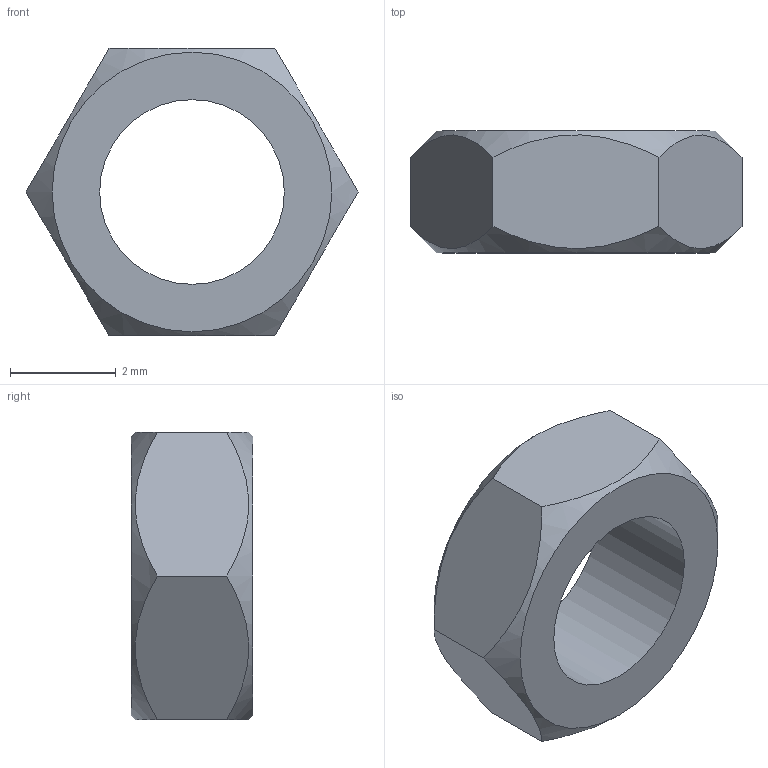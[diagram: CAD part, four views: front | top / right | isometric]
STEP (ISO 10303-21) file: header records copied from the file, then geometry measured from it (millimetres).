
FILE_DESCRIPTION(/* description */ (''),/* implementation_level */ '2;1');
FILE_NAME(/* name */ 'Tetrix_739063_Nut.ipt.stp',/* time_stamp */ '2014-12-18T17:46:02-08:00',/* author */ ('Autodesk Inc.'),/* organization */ ('Autodesk Inc.'),/* preprocessor_version */ 'ST-DEVELOPER v15.6',/* originating_system */ 'Autodesk Inventor 2015',/* authorisation */ '');
FILE_SCHEMA (('AUTOMOTIVE_DESIGN { 1 0 10303 214 3 1 1 }'));
Length unit declared in the file: millimetre
Products named in the file (1): Tetrix_739063_Nut
Bounding box: 6.29 x 2.31 x 5.45 mm (x, y, z)
Volume: 36.1 mm3; surface area: 96 mm2
Topology: 1 solids, 1 shells, 11 faces, 25 edges, 16 vertices
Faces by surface type: plane 8, cone 2, cylinder 1
Full cylindrical faces by diameter (mm): 3.5 x1
Entity records: 326 total; most frequent: CARTESIAN_POINT 74, ORIENTED_EDGE 44, DIRECTION 38, EDGE_CURVE 22, EDGE_LOOP 16, VERTEX_POINT 16, AXIS2_PLACEMENT_3D 16, STYLED_ITEM 12
